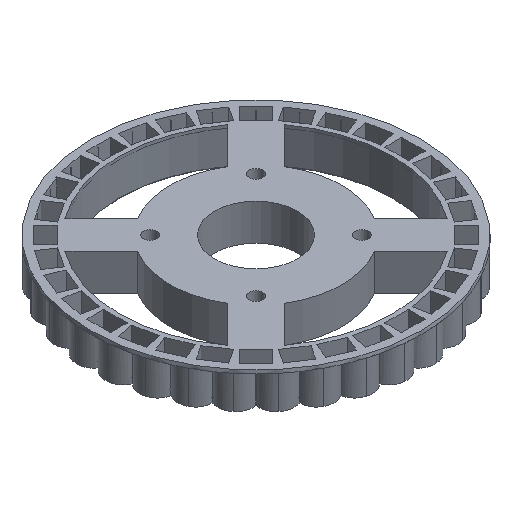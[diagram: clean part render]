
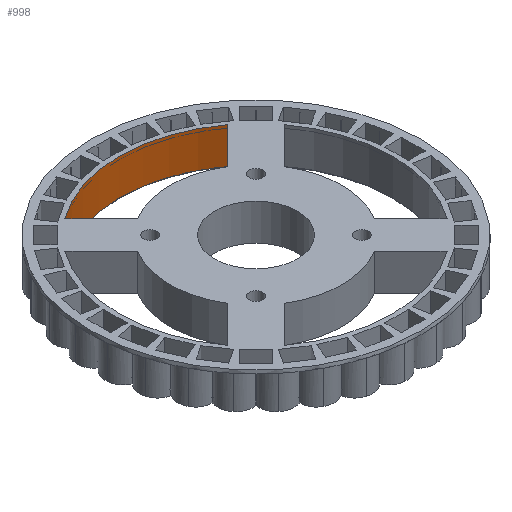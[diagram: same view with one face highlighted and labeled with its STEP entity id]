
A CAD part, isometric view. The second image highlights one B-rep face of the part: STEP entity #998.
In plain terms, the highlighted cylindrical face has radius 41.254 mm (diameter 82.509 mm), a partial arc.
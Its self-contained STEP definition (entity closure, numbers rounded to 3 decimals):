
#998=ADVANCED_FACE('',(#4337),#4339,.F.);
#4337=FACE_BOUND('',#4338,.T.);
#4338=EDGE_LOOP('',(#7112,#7113,#7114,#7115));
#4339=CYLINDRICAL_SURFACE('',#4340,41.254);
#4340=AXIS2_PLACEMENT_3D('',#4341,#4342,#4343);
#4341=CARTESIAN_POINT('',(0.,0.,10.));
#4342=DIRECTION('',(0.,0.,1.));
#4343=DIRECTION('',(0.595,0.803,0.));
#7112=ORIENTED_EDGE('',*,*,#8625,.F.);
#7113=ORIENTED_EDGE('',*,*,#8957,.T.);
#7114=ORIENTED_EDGE('',*,*,#8476,.F.);
#7115=ORIENTED_EDGE('',*,*,#8959,.F.);
#8476=EDGE_CURVE('',#9614,#9609,#9616,.F.);
#8625=EDGE_CURVE('',#9912,#9914,#9915,.F.);
#8957=EDGE_CURVE('',#9912,#9609,#10480,.T.);
#8959=EDGE_CURVE('',#9914,#9614,#10482,.T.);
#9609=VERTEX_POINT('',#11557);
#9614=VERTEX_POINT('',#11567);
#9616=CIRCLE('',#11571,41.254);
#9912=VERTEX_POINT('',#12179);
#9914=VERTEX_POINT('',#12183);
#9915=CIRCLE('',#12184,41.254);
#10480=LINE('',#13547,#13548);
#10482=LINE('',#13553,#13554);
#11557=CARTESIAN_POINT('',(-24.563,33.145,0.));
#11567=CARTESIAN_POINT('',(24.563,33.145,0.));
#11571=AXIS2_PLACEMENT_3D('',#11572,#11573,#11574);
#11572=CARTESIAN_POINT('',(0.,0.,0.));
#11573=DIRECTION('',(0.,0.,-1.));
#11574=DIRECTION('',(-0.595,0.803,0.));
#12179=CARTESIAN_POINT('',(-24.563,33.145,11.));
#12183=CARTESIAN_POINT('',(24.563,33.145,11.));
#12184=AXIS2_PLACEMENT_3D('',#12185,#12186,#12187);
#12185=CARTESIAN_POINT('',(0.,0.,11.));
#12186=DIRECTION('',(0.,0.,1.));
#12187=DIRECTION('',(0.595,0.803,0.));
#13547=CARTESIAN_POINT('',(-24.563,33.145,11.));
#13548=VECTOR('',#13549,1.);
#13549=DIRECTION('',(0.,0.,-1.));
#13553=CARTESIAN_POINT('',(24.563,33.145,11.));
#13554=VECTOR('',#13555,1.);
#13555=DIRECTION('',(0.,0.,-1.));
